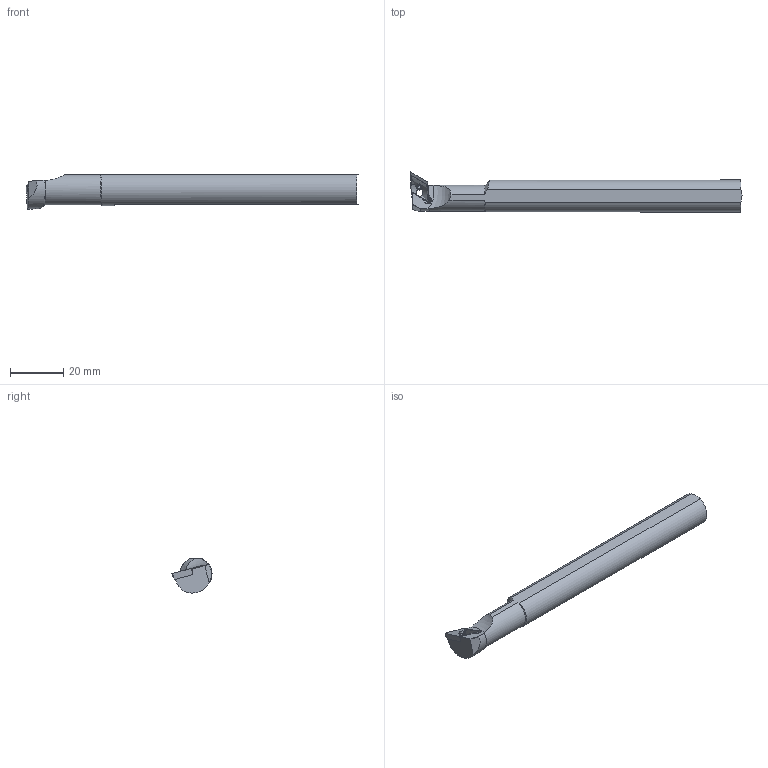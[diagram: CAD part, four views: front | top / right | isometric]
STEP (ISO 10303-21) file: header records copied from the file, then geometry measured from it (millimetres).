
FILE_DESCRIPTION(/* description */ ('Unknown'),/* implementation_level */ '2;1');
FILE_NAME(/* name */ 'AH1012K SDUCL 07 ',/* time_stamp */ '2022-05-16T10:29:34+08:00',/* author */ ('Unknown'),/* organization */ ('Unknown'),/* preprocessor_version */ 'ST-DEVELOPER v16.7',/* originating_system */ 'DEX',/* authorisation */ $);
FILE_SCHEMA (('AUTOMOTIVE_DESIGN {1 0 10303 214 3 1 1}'));
Length unit declared in the file: millimetre
Products named in the file (1): AH1012K SDUCL 07 
Bounding box: 124.49 x 15 x 12.77 mm (x, y, z)
Surface area: 4645.4 mm2 (no closed solid volume)
Topology: 0 solids, 2 shells, 86 faces, 233 edges, 136 vertices
Faces by surface type: plane 35, cylinder 30, cone 8, torus 7, bspline 6
Entity records: 2954 total; most frequent: CARTESIAN_POINT 948, ORIENTED_EDGE 398, DIRECTION 388, EDGE_CURVE 225, VERTEX_POINT 136, AXIS2_PLACEMENT_3D 132, LINE 124, VECTOR 124
